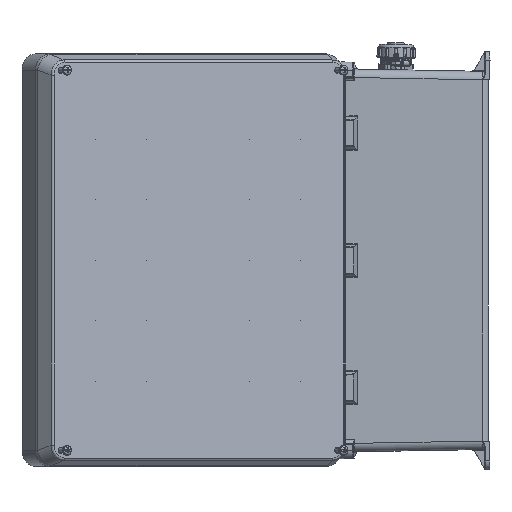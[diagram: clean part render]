
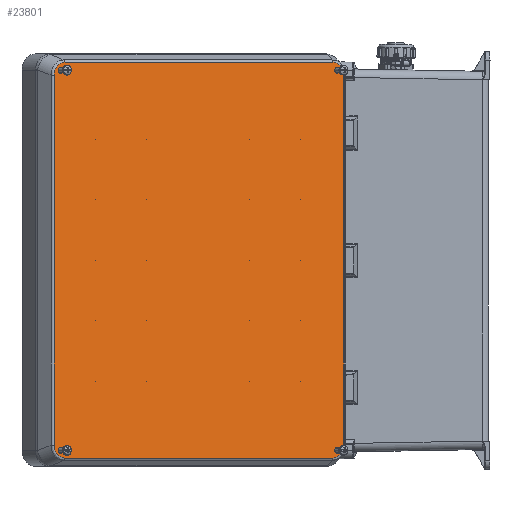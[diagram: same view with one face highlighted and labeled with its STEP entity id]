
A CAD part, left-side view. The second image highlights one B-rep face of the part: STEP entity #23801.
In plain terms, the highlighted face is planar.
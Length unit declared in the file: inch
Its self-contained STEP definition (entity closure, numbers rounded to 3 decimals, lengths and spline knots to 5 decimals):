
#118 = DIRECTION ( 'NONE',  ( 0., 0., -1. ) ) ;
#1268 = AXIS2_PLACEMENT_3D ( 'NONE', #28757, #4093, #32921 ) ;
#1300 = CARTESIAN_POINT ( 'NONE',  ( -6.15371, 0., -0.31456 ) ) ;
#1756 = EDGE_CURVE ( 'NONE', #29210, #27324, #22885, .T. ) ;
#2735 = EDGE_LOOP ( 'NONE', ( #43525 ) ) ;
#3028 = CARTESIAN_POINT ( 'NONE',  ( 5.86991, 0., -0.31456 ) ) ;
#3739 = FACE_BOUND ( 'NONE', #24624, .T. ) ;
#3985 = CARTESIAN_POINT ( 'NONE',  ( 6.34544, 0., -0.79009 ) ) ;
#4093 = DIRECTION ( 'NONE',  ( 0., 1., 0. ) ) ;
#4186 = VERTEX_POINT ( 'NONE', #30026 ) ;
#4283 = EDGE_CURVE ( 'NONE', #4186, #6717, #36583, .T. ) ;
#5457 = DIRECTION ( 'NONE',  ( 0., 1., 0. ) ) ;
#5815 = CIRCLE ( 'NONE', #1268, 0.11 ) ;
#5819 = CARTESIAN_POINT ( 'NONE',  ( -6.34544, 0., -0.81219 ) ) ;
#6213 = EDGE_LOOP ( 'NONE', ( #43058, #33626, #22454, #47969, #30522, #46646, #36484, #37881 ) ) ;
#6466 = VERTEX_POINT ( 'NONE', #38791 ) ;
#6717 = VERTEX_POINT ( 'NONE', #32701 ) ;
#7127 = CARTESIAN_POINT ( 'NONE',  ( -6.34544, 0., -14.52991 ) ) ;
#7223 = CARTESIAN_POINT ( 'NONE',  ( 6.05905, 0., -0.71095 ) ) ;
#7233 = EDGE_CURVE ( 'NONE', #32145, #30562, #44440, .T. ) ;
#7894 =( BOUNDED_CURVE ( )  B_SPLINE_CURVE ( 3, ( #7127, #19524, #35981, #23713 ),
 .UNSPECIFIED., .F., .F. ) 
 B_SPLINE_CURVE_WITH_KNOTS ( ( 4, 4 ),
 ( 2.40401, 3.87917 ),
 .UNSPECIFIED. ) 
 CURVE ( )  GEOMETRIC_REPRESENTATION_ITEM ( )  RATIONAL_B_SPLINE_CURVE ( ( 1., 0.827, 0.827, 1. ) ) 
 REPRESENTATION_ITEM ( '' )  );
#7899 = EDGE_LOOP ( 'NONE', ( #19514 ) ) ;
#8017 = DIRECTION ( 'NONE',  ( 0., -1., 0. ) ) ;
#8143 = CARTESIAN_POINT ( 'NONE',  ( 5.86991, 0., -0.31456 ) ) ;
#8257 = CIRCLE ( 'NONE', #38271, 0.1122 ) ;
#9429 = CARTESIAN_POINT ( 'NONE',  ( -6.34544, 0., -0.79009 ) ) ;
#9965 = DIRECTION ( 'NONE',  ( 0., 0., 1. ) ) ;
#10053 = VECTOR ( 'NONE', #35430, 39.37008 ) ;
#10825 = CARTESIAN_POINT ( 'NONE',  ( -5.86991, 0., -15.00544 ) ) ;
#11932 = VECTOR ( 'NONE', #30080, 39.37008 ) ;
#13368 = FACE_BOUND ( 'NONE', #7899, .T. ) ;
#13777 = VECTOR ( 'NONE', #31484, 39.37008 ) ;
#15064 = LINE ( 'NONE', #19055, #13777 ) ;
#15209 = EDGE_CURVE ( 'NONE', #4186, #32145, #15064, .T. ) ;
#15896 = EDGE_CURVE ( 'NONE', #29210, #34127, #7894, .T. ) ;
#16069 = EDGE_CURVE ( 'NONE', #19997, #19997, #31125, .T. ) ;
#16973 = CARTESIAN_POINT ( 'NONE',  ( -5.86991, 0., -0.31456 ) ) ;
#16994 = AXIS2_PLACEMENT_3D ( 'NONE', #34639, #47009, #22353 ) ;
#17663 = CARTESIAN_POINT ( 'NONE',  ( 0., 0., -15.00544 ) ) ;
#18679 = EDGE_CURVE ( 'NONE', #6466, #6466, #5815, .T. ) ;
#19055 = CARTESIAN_POINT ( 'NONE',  ( 6.34544, 0., -0.81219 ) ) ;
#19142 = CARTESIAN_POINT ( 'NONE',  ( 0., 0., -0.31456 ) ) ;
#19514 = ORIENTED_EDGE ( 'NONE', *, *, #41674, .T. ) ;
#19524 = CARTESIAN_POINT ( 'NONE',  ( -6.34544, 0., -14.81371 ) ) ;
#19997 = VERTEX_POINT ( 'NONE', #42697 ) ;
#20397 = VERTEX_POINT ( 'NONE', #16973 ) ;
#22090 =( BOUNDED_CURVE ( )  B_SPLINE_CURVE ( 3, ( #9429, #42315, #1300, #30088 ),
 .UNSPECIFIED., .F., .F. ) 
 B_SPLINE_CURVE_WITH_KNOTS ( ( 4, 4 ),
 ( 2.40401, 3.87917 ),
 .UNSPECIFIED. ) 
 CURVE ( )  GEOMETRIC_REPRESENTATION_ITEM ( )  RATIONAL_B_SPLINE_CURVE ( ( 1., 0.827, 0.827, 1. ) ) 
 REPRESENTATION_ITEM ( '' )  );
#22353 = DIRECTION ( 'NONE',  ( 0., 0., 1. ) ) ;
#22454 = ORIENTED_EDGE ( 'NONE', *, *, #45049, .F. ) ;
#22486 = CARTESIAN_POINT ( 'NONE',  ( 6.15371, 0., -15.00544 ) ) ;
#22885 = LINE ( 'NONE', #5819, #32516 ) ;
#23182 = VERTEX_POINT ( 'NONE', #7223 ) ;
#23291 = CARTESIAN_POINT ( 'NONE',  ( -6.34544, 0., -0.79009 ) ) ;
#23713 = CARTESIAN_POINT ( 'NONE',  ( -5.86991, 0., -15.00544 ) ) ;
#23801 = ADVANCED_FACE ( 'NONE', ( #35377, #3739, #24375, #13368, #46265 ), #50961, .F. ) ;
#24375 = FACE_OUTER_BOUND ( 'NONE', #6213, .T. ) ;
#24547 = CARTESIAN_POINT ( 'NONE',  ( 6.15371, 0., -0.31456 ) ) ;
#24624 = EDGE_LOOP ( 'NONE', ( #34064 ) ) ;
#24834 = DIRECTION ( 'NONE',  ( 0., -1., 0. ) ) ;
#24912 = EDGE_CURVE ( 'NONE', #6717, #34127, #43511, .T. ) ;
#25291 = CARTESIAN_POINT ( 'NONE',  ( 6.34544, 0., -0.79009 ) ) ;
#25633 = AXIS2_PLACEMENT_3D ( 'NONE', #32681, #8017, #36850 ) ;
#27324 = VERTEX_POINT ( 'NONE', #23291 ) ;
#28757 = CARTESIAN_POINT ( 'NONE',  ( 6.05905, 0., -14.71905 ) ) ;
#29210 = VERTEX_POINT ( 'NONE', #46455 ) ;
#29574 = EDGE_CURVE ( 'NONE', #30562, #20397, #31932, .T. ) ;
#30026 = CARTESIAN_POINT ( 'NONE',  ( 6.34544, 0., -14.52991 ) ) ;
#30080 = DIRECTION ( 'NONE',  ( -1., 0., 0. ) ) ;
#30088 = CARTESIAN_POINT ( 'NONE',  ( -5.86991, 0., -0.31456 ) ) ;
#30118 = CARTESIAN_POINT ( 'NONE',  ( -6.05905, 0., -14.71905 ) ) ;
#30522 = ORIENTED_EDGE ( 'NONE', *, *, #15896, .T. ) ;
#30562 = VERTEX_POINT ( 'NONE', #3028 ) ;
#31125 = CIRCLE ( 'NONE', #25633, 0.1122 ) ;
#31484 = DIRECTION ( 'NONE',  ( 0., 0., 1. ) ) ;
#31932 = LINE ( 'NONE', #19142, #10053 ) ;
#32145 = VERTEX_POINT ( 'NONE', #25291 ) ;
#32516 = VECTOR ( 'NONE', #9965, 39.37008 ) ;
#32608 = EDGE_LOOP ( 'NONE', ( #35881 ) ) ;
#32681 = CARTESIAN_POINT ( 'NONE',  ( -6.05905, 0., -0.60095 ) ) ;
#32701 = CARTESIAN_POINT ( 'NONE',  ( 5.86991, 0., -15.00544 ) ) ;
#32921 = DIRECTION ( 'NONE',  ( 0., 0., 1. ) ) ;
#33626 = ORIENTED_EDGE ( 'NONE', *, *, #29574, .T. ) ;
#34064 = ORIENTED_EDGE ( 'NONE', *, *, #40986, .F. ) ;
#34127 = VERTEX_POINT ( 'NONE', #10825 ) ;
#34314 = DIRECTION ( 'NONE',  ( 0., 0., 1. ) ) ;
#34586 = CARTESIAN_POINT ( 'NONE',  ( 6.34544, 0., -14.52991 ) ) ;
#34639 = CARTESIAN_POINT ( 'NONE',  ( 6.66, 0., 0. ) ) ;
#35377 = FACE_BOUND ( 'NONE', #2735, .T. ) ;
#35430 = DIRECTION ( 'NONE',  ( -1., 0., 0. ) ) ;
#35881 = ORIENTED_EDGE ( 'NONE', *, *, #18679, .T. ) ;
#35981 = CARTESIAN_POINT ( 'NONE',  ( -6.15371, 0., -15.00544 ) ) ;
#36484 = ORIENTED_EDGE ( 'NONE', *, *, #4283, .F. ) ;
#36583 =( BOUNDED_CURVE ( )  B_SPLINE_CURVE ( 3, ( #34586, #42974, #22486, #51263 ),
 .UNSPECIFIED., .F., .F. ) 
 B_SPLINE_CURVE_WITH_KNOTS ( ( 4, 4 ),
 ( 2.40401, 3.87917 ),
 .UNSPECIFIED. ) 
 CURVE ( )  GEOMETRIC_REPRESENTATION_ITEM ( )  RATIONAL_B_SPLINE_CURVE ( ( 1., 0.827, 0.827, 1. ) ) 
 REPRESENTATION_ITEM ( '' )  );
#36850 = DIRECTION ( 'NONE',  ( 0., 0., -1. ) ) ;
#37881 = ORIENTED_EDGE ( 'NONE', *, *, #15209, .T. ) ;
#38271 = AXIS2_PLACEMENT_3D ( 'NONE', #30118, #5457, #34314 ) ;
#38791 = CARTESIAN_POINT ( 'NONE',  ( 6.05905, 0., -14.60905 ) ) ;
#40986 = EDGE_CURVE ( 'NONE', #23182, #23182, #50168, .T. ) ;
#41674 = EDGE_CURVE ( 'NONE', #53406, #53406, #8257, .T. ) ;
#42315 = CARTESIAN_POINT ( 'NONE',  ( -6.34544, 0., -0.50629 ) ) ;
#42697 = CARTESIAN_POINT ( 'NONE',  ( -6.05905, 0., -0.71315 ) ) ;
#42974 = CARTESIAN_POINT ( 'NONE',  ( 6.34544, 0., -14.81371 ) ) ;
#43058 = ORIENTED_EDGE ( 'NONE', *, *, #7233, .T. ) ;
#43511 = LINE ( 'NONE', #17663, #11932 ) ;
#43525 = ORIENTED_EDGE ( 'NONE', *, *, #16069, .F. ) ;
#44440 =( BOUNDED_CURVE ( )  B_SPLINE_CURVE ( 3, ( #3985, #53306, #24547, #8143 ),
 .UNSPECIFIED., .F., .F. ) 
 B_SPLINE_CURVE_WITH_KNOTS ( ( 4, 4 ),
 ( 2.40401, 3.87917 ),
 .UNSPECIFIED. ) 
 CURVE ( )  GEOMETRIC_REPRESENTATION_ITEM ( )  RATIONAL_B_SPLINE_CURVE ( ( 1., 0.827, 0.827, 1. ) ) 
 REPRESENTATION_ITEM ( '' )  );
#45049 = EDGE_CURVE ( 'NONE', #27324, #20397, #22090, .T. ) ;
#46265 = FACE_BOUND ( 'NONE', #32608, .T. ) ;
#46455 = CARTESIAN_POINT ( 'NONE',  ( -6.34544, 0., -14.52991 ) ) ;
#46646 = ORIENTED_EDGE ( 'NONE', *, *, #24912, .F. ) ;
#47009 = DIRECTION ( 'NONE',  ( 0., 1., 0. ) ) ;
#47862 = AXIS2_PLACEMENT_3D ( 'NONE', #49466, #24834, #118 ) ;
#47969 = ORIENTED_EDGE ( 'NONE', *, *, #1756, .F. ) ;
#48433 = CARTESIAN_POINT ( 'NONE',  ( -6.05905, 0., -14.60685 ) ) ;
#49466 = CARTESIAN_POINT ( 'NONE',  ( 6.05905, 0., -0.60095 ) ) ;
#50168 = CIRCLE ( 'NONE', #47862, 0.11 ) ;
#50961 = PLANE ( 'NONE',  #16994 ) ;
#51263 = CARTESIAN_POINT ( 'NONE',  ( 5.86991, 0., -15.00544 ) ) ;
#53306 = CARTESIAN_POINT ( 'NONE',  ( 6.34544, 0., -0.50629 ) ) ;
#53406 = VERTEX_POINT ( 'NONE', #48433 ) ;
